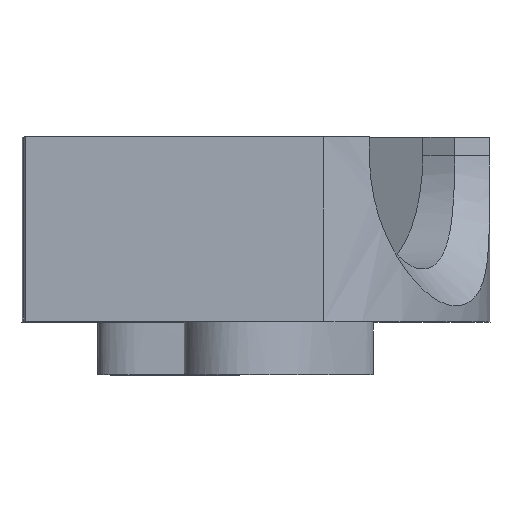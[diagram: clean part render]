
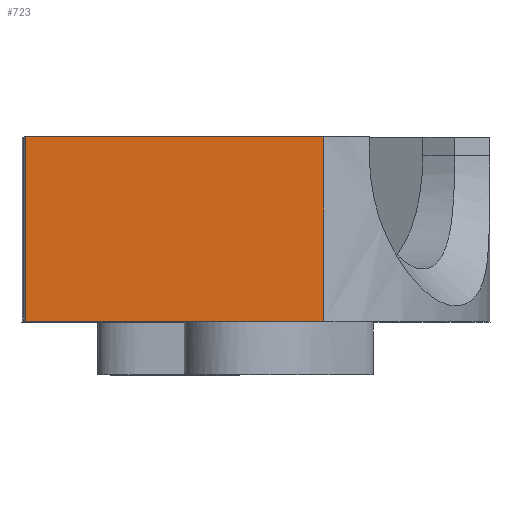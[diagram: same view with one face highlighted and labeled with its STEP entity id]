
A CAD part, top view. The second image highlights one B-rep face of the part: STEP entity #723.
In plain terms, the highlighted planar face has unit normal (0, 0, 1).
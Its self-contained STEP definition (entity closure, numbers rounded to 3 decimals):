
#76=PLANE('',#766);
#116=FACE_OUTER_BOUND('',#158,.T.);
#158=EDGE_LOOP('',(#671,#672,#673,#674));
#177=LINE('',#1274,#245);
#185=LINE('',#1356,#253);
#211=LINE('',#1649,#279);
#227=LINE('',#2627,#295);
#245=VECTOR('',#795,10.);
#253=VECTOR('',#805,10.);
#279=VECTOR('',#851,10.);
#295=VECTOR('',#889,10.);
#331=VERTEX_POINT('',#1262);
#332=VERTEX_POINT('',#1273);
#341=VERTEX_POINT('',#1349);
#361=VERTEX_POINT('',#1648);
#405=EDGE_CURVE('',#332,#331,#177,.T.);
#416=EDGE_CURVE('',#341,#331,#185,.T.);
#448=EDGE_CURVE('',#332,#361,#211,.T.);
#475=EDGE_CURVE('',#361,#341,#227,.T.);
#671=ORIENTED_EDGE('',*,*,#416,.F.);
#672=ORIENTED_EDGE('',*,*,#475,.F.);
#673=ORIENTED_EDGE('',*,*,#448,.F.);
#674=ORIENTED_EDGE('',*,*,#405,.T.);
#723=ADVANCED_FACE('',(#116),#76,.T.);
#766=AXIS2_PLACEMENT_3D('',#2626,#887,#888);
#795=DIRECTION('',(0.,1.,0.));
#805=DIRECTION('',(1.,0.,0.));
#851=DIRECTION('',(-1.,0.,0.));
#887=DIRECTION('center_axis',(0.,0.,1.));
#888=DIRECTION('ref_axis',(1.,0.,0.));
#889=DIRECTION('',(0.,1.,0.));
#1262=CARTESIAN_POINT('',(0.727,7.,10.908));
#1273=CARTESIAN_POINT('',(0.727,0.,10.908));
#1274=CARTESIAN_POINT('',(0.727,0.,10.908));
#1349=CARTESIAN_POINT('',(-10.566,7.,10.908));
#1356=CARTESIAN_POINT('',(0.727,7.,10.908));
#1648=CARTESIAN_POINT('',(-10.566,0.,10.908));
#1649=CARTESIAN_POINT('',(0.727,0.,10.908));
#2626=CARTESIAN_POINT('Origin',(-10.566,0.,10.908));
#2627=CARTESIAN_POINT('',(-10.566,0.,10.908));
